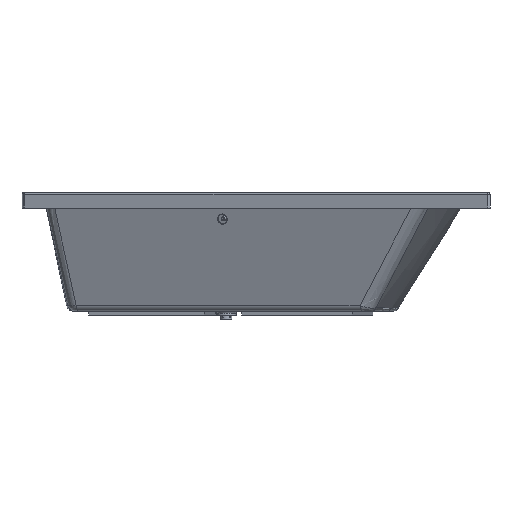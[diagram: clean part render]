
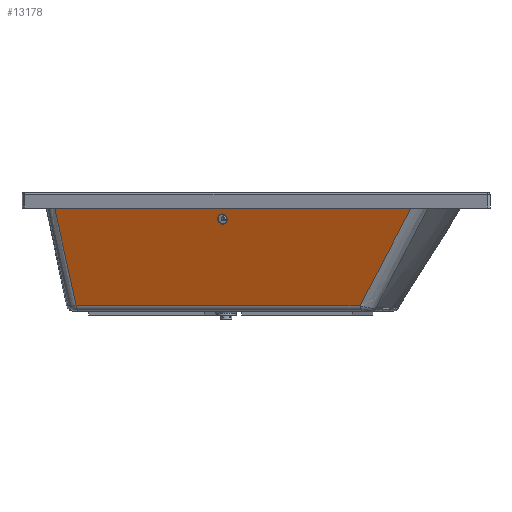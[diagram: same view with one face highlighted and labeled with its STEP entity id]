
A CAD part, front view. The second image highlights one B-rep face of the part: STEP entity #13178.
In plain terms, the highlighted free-form (B-spline) face has degree [1, 1] with [2, 2] control points.
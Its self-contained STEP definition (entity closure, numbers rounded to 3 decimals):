
#144=CARTESIAN_POINT('',(-612.473,-809.634,102.504));
#145=VERTEX_POINT('',#144);
#146=CARTESIAN_POINT('',(-631.219,-817.133,102.504));
#147=DIRECTION('',(0.364,-0.911,0.192));
#148=DIRECTION('',(-0.928,-0.371,0.));
#149=AXIS2_PLACEMENT_3D('',#146,#147,#148);
#150=CIRCLE('',#149,20.19);
#151=EDGE_CURVE('',#145,#145,#150,.T.);
#2252=CARTESIAN_POINT('',(27.609,-575.201,0.0));
#2253=VERTEX_POINT('',#2252);
#2261=CARTESIAN_POINT('',(-1387.672,-1141.314,0.0));
#2262=VERTEX_POINT('',#2261);
#6782=CARTESIAN_POINT('',(-69.668,-521.946,437.376));
#6783=VERTEX_POINT('',#6782);
#11019=CARTESIAN_POINT('',(-1161.565,-958.705,437.376));
#11020=VERTEX_POINT('',#11019);
#11098=CARTESIAN_POINT('',(-69.668,-521.946,437.376));
#11099=DIRECTION('',(-0.928,-0.371,0.0));
#11100=VECTOR('',#11099,1176.009);
#11101=LINE('',#11098,#11100);
#11102=EDGE_CURVE('',#6783,#11020,#11101,.T.);
#11151=CARTESIAN_POINT('',(27.609,-575.201,0.0));
#11152=DIRECTION('',(-0.216,0.118,0.969));
#11153=VECTOR('',#11152,451.217);
#11154=LINE('',#11151,#11153);
#11155=EDGE_CURVE('',#2253,#6783,#11154,.T.);
#12060=CARTESIAN_POINT('',(27.609,-575.201,0.0));
#12061=DIRECTION('',(-0.928,-0.371,0.0));
#12062=VECTOR('',#12061,1524.304);
#12063=LINE('',#12060,#12062);
#12064=EDGE_CURVE('',#2253,#2262,#12063,.T.);
#13158=CARTESIAN_POINT('',(45.295,-592.497,-115.649));
#13159=CARTESIAN_POINT('',(45.295,-477.916,428.098));
#13160=CARTESIAN_POINT('',(-1418.282,-1153.037,2.47));
#13161=CARTESIAN_POINT('',(-1418.282,-1038.457,546.217));
#13162=B_SPLINE_SURFACE_WITH_KNOTS('',1,1,((#13158,#13160),(#13159,#13161)),.UNSPECIFIED.,.F.,.F.,.U.,(2,2),(2,2),(0.0,555.688),(0.0,1571.692),.UNSPECIFIED.);
#13163=ORIENTED_EDGE('',*,*,#11102,.T.);
#13164=CARTESIAN_POINT('',(-1387.672,-1141.314,0.0));
#13165=CARTESIAN_POINT('',(-1312.303,-1080.444,145.792));
#13166=CARTESIAN_POINT('',(-1236.934,-1019.575,291.584));
#13167=CARTESIAN_POINT('',(-1161.565,-958.705,437.376));
#13168=B_SPLINE_CURVE_WITH_KNOTS('',3,(#13164,#13165,#13166,#13167),.UNSPECIFIED.,.F.,.U.,(4,4),(0.0,0.951),.UNSPECIFIED.);
#13169=EDGE_CURVE('',#2262,#11020,#13168,.T.);
#13170=ORIENTED_EDGE('',*,*,#13169,.F.);
#13171=ORIENTED_EDGE('',*,*,#12064,.F.);
#13172=ORIENTED_EDGE('',*,*,#11155,.T.);
#13173=EDGE_LOOP('',(#13163,#13170,#13171,#13172));
#13174=FACE_OUTER_BOUND('',#13173,.T.);
#13175=ORIENTED_EDGE('',*,*,#151,.F.);
#13176=EDGE_LOOP('',(#13175));
#13177=FACE_BOUND('',#13176,.T.);
#13178=ADVANCED_FACE('',(#13174,#13177),#13162,.T.);
